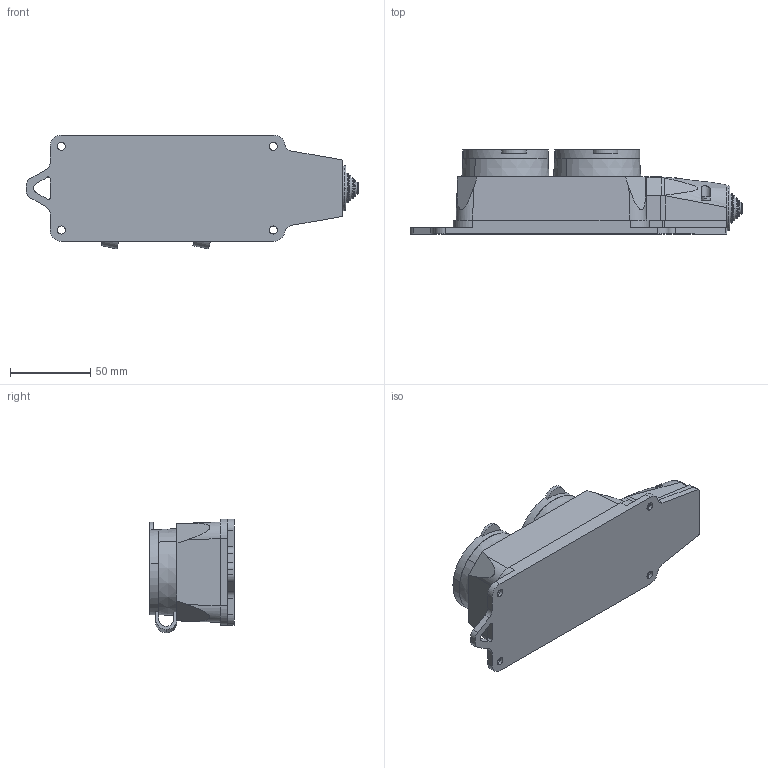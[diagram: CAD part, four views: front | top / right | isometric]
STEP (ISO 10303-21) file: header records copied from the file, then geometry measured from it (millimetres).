
FILE_DESCRIPTION (( 'STEP AP214' ), '1' );
FILE_NAME ('PKR62-016-2-K02 ÐÁ32-1-0ì Ðîçåòêà (êîëîäêà) äâóõìåñòíàÿ ñ çàùèòíûìè êðûøêàìè ÎÌÅÃÀ IP44.STEP', '2017-01-12T13:06:25', ( '' ), ( '' ), 'SwSTEP 2.0', 'SolidWorks 2014', '' );
FILE_SCHEMA (( 'AUTOMOTIVE_DESIGN' ));
Length unit declared in the file: millimetre
Products named in the file (1): PKR62-016-2-K02 ÐÁ32-1-0ì Ðîçåòêà (êîëîäêà) äâóõìåñòíàÿ ñ çàùèòíûìè êðûøêàìè ÎÌÅÃÀ IP44
Bounding box: 206.41 x 52.3 x 70.73 mm (x, y, z)
Volume: 151658.9 mm3; surface area: 109820.4 mm2
Topology: 8 solids, 8 shells, 1945 faces, 5108 edges, 3302 vertices
Faces by surface type: plane 1202, cylinder 355, bspline 281, cone 71, torus 26, sphere 10
Entity records: 74818 total; most frequent: CARTESIAN_POINT 28147, ORIENTED_EDGE 10200, DIRECTION 8649, EDGE_CURVE 5100, LINE 3419, VECTOR 3419, VERTEX_POINT 3302, AXIS2_PLACEMENT_3D 2615
